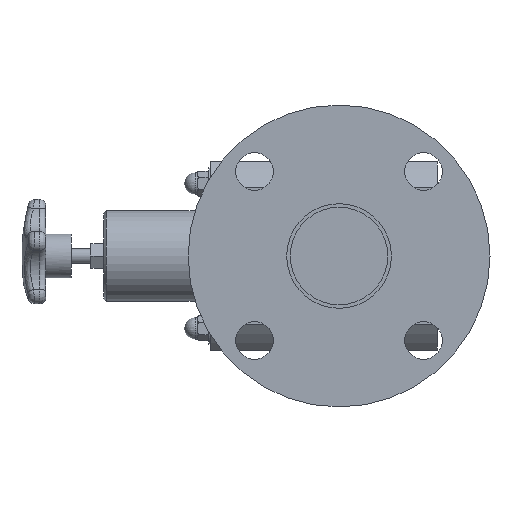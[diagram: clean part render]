
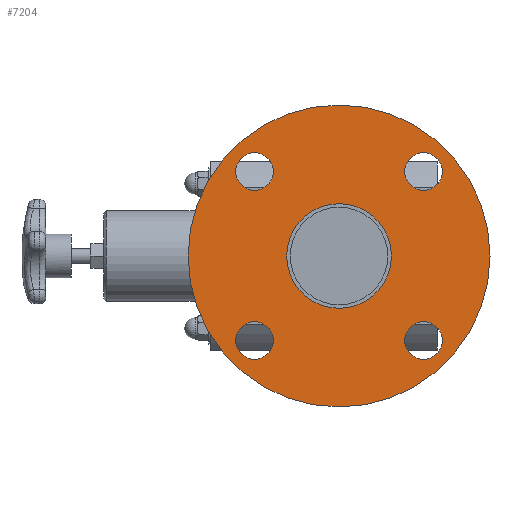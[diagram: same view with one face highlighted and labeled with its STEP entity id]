
A CAD part, left-side view. The second image highlights one B-rep face of the part: STEP entity #7204.
In plain terms, the highlighted planar face has unit normal (-1, 0, 0).
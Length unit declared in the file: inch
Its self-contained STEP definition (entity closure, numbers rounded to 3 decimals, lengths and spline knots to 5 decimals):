
#7057=CARTESIAN_POINT('',(-4.515,3.25238,1.67938));
#7058=VERTEX_POINT('',#7057);
#7059=CARTESIAN_POINT('',(-4.515,3.62738,1.67938));
#7060=DIRECTION('',(1.0,0.0,0.0));
#7061=DIRECTION('',(0.0,1.0,0.0));
#7062=AXIS2_PLACEMENT_3D('',#7059,#7060,#7061);
#7063=CIRCLE('',#7062,0.375);
#7064=EDGE_CURVE('',#7058,#7058,#7063,.T.);
#7085=CARTESIAN_POINT('',(-4.515,3.62738,-1.30438));
#7086=VERTEX_POINT('',#7085);
#7087=CARTESIAN_POINT('',(-4.515,3.62738,-1.67938));
#7088=DIRECTION('',(1.0,0.0,0.0));
#7089=DIRECTION('',(0.0,0.0,-1.0));
#7090=AXIS2_PLACEMENT_3D('',#7087,#7088,#7089);
#7091=CIRCLE('',#7090,0.375);
#7092=EDGE_CURVE('',#7086,#7086,#7091,.T.);
#7113=CARTESIAN_POINT('',(-4.515,0.64362,-1.67938));
#7114=VERTEX_POINT('',#7113);
#7115=CARTESIAN_POINT('',(-4.515,0.26862,-1.67938));
#7116=DIRECTION('',(1.0,0.0,0.0));
#7117=DIRECTION('',(0.0,-1.0,0.0));
#7118=AXIS2_PLACEMENT_3D('',#7115,#7116,#7117);
#7119=CIRCLE('',#7118,0.375);
#7120=EDGE_CURVE('',#7114,#7114,#7119,.T.);
#7141=CARTESIAN_POINT('',(-4.515,0.26862,1.30438));
#7142=VERTEX_POINT('',#7141);
#7143=CARTESIAN_POINT('',(-4.515,0.26862,1.67938));
#7144=DIRECTION('',(1.0,0.0,0.0));
#7145=DIRECTION('',(0.0,0.0,1.0));
#7146=AXIS2_PLACEMENT_3D('',#7143,#7144,#7145);
#7147=CIRCLE('',#7146,0.375);
#7148=EDGE_CURVE('',#7142,#7142,#7147,.T.);
#7158=CARTESIAN_POINT('',(-4.515,1.948,1.04));
#7159=VERTEX_POINT('',#7158);
#7160=CARTESIAN_POINT('',(-4.515,1.948,0.));
#7161=DIRECTION('',(1.0,0.0,0.0));
#7162=DIRECTION('',(0.0,0.0,1.0));
#7163=AXIS2_PLACEMENT_3D('',#7160,#7161,#7162);
#7164=CIRCLE('',#7163,1.04);
#7165=EDGE_CURVE('',#7159,#7159,#7164,.T.);
#7173=CARTESIAN_POINT('',(-4.515,1.948,2.02));
#7174=DIRECTION('',(-1.0,0.0,0.0));
#7175=DIRECTION('',(0.0,1.0,0.0));
#7176=AXIS2_PLACEMENT_3D('',#7173,#7174,#7175);
#7177=PLANE('',#7176);
#7178=CARTESIAN_POINT('',(-4.515,1.948,3.0));
#7179=VERTEX_POINT('',#7178);
#7180=CARTESIAN_POINT('',(-4.515,1.948,0.));
#7181=DIRECTION('',(1.0,0.0,0.0));
#7182=DIRECTION('',(0.0,0.0,1.0));
#7183=AXIS2_PLACEMENT_3D('',#7180,#7181,#7182);
#7184=CIRCLE('',#7183,3.0);
#7185=EDGE_CURVE('',#7179,#7179,#7184,.T.);
#7186=ORIENTED_EDGE('',*,*,#7185,.F.);
#7187=EDGE_LOOP('',(#7186));
#7188=FACE_OUTER_BOUND('',#7187,.T.);
#7189=ORIENTED_EDGE('',*,*,#7064,.T.);
#7190=EDGE_LOOP('',(#7189));
#7191=FACE_BOUND('',#7190,.T.);
#7192=ORIENTED_EDGE('',*,*,#7092,.T.);
#7193=EDGE_LOOP('',(#7192));
#7194=FACE_BOUND('',#7193,.T.);
#7195=ORIENTED_EDGE('',*,*,#7120,.T.);
#7196=EDGE_LOOP('',(#7195));
#7197=FACE_BOUND('',#7196,.T.);
#7198=ORIENTED_EDGE('',*,*,#7148,.T.);
#7199=EDGE_LOOP('',(#7198));
#7200=FACE_BOUND('',#7199,.T.);
#7201=ORIENTED_EDGE('',*,*,#7165,.T.);
#7202=EDGE_LOOP('',(#7201));
#7203=FACE_BOUND('',#7202,.T.);
#7204=ADVANCED_FACE('',(#7188,#7191,#7194,#7197,#7200,#7203),#7177,.T.);
